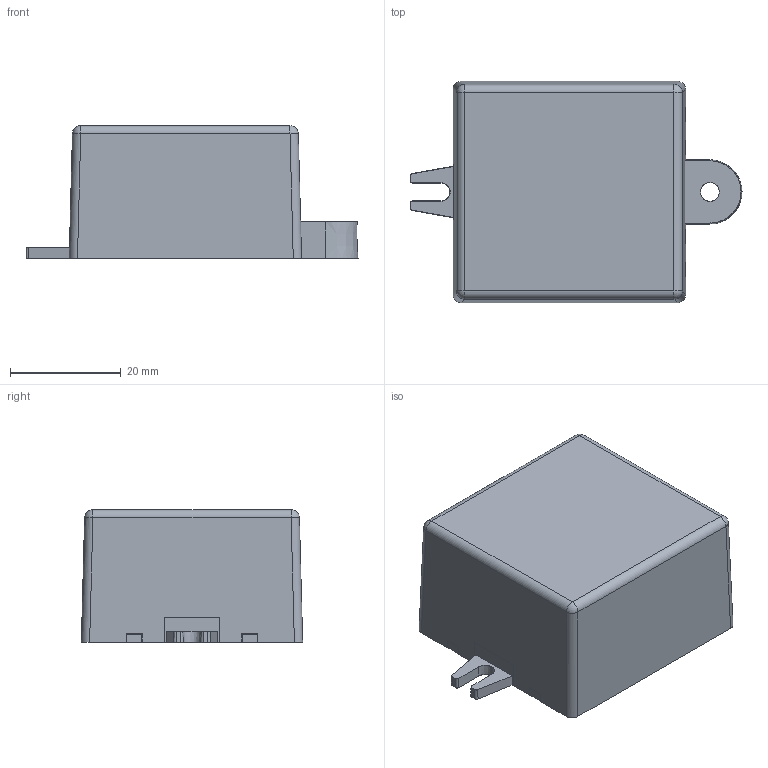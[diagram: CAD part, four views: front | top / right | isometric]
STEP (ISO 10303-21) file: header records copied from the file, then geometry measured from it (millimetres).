
FILE_DESCRIPTION((''),'2;1');
FILE_NAME('ASM0002_ASM','2020-09-18T15:05:30',('wsenga'),(''),'CREO PARAMETRIC BY PTC INC, 2019080','CREO PARAMETRIC BY PTC INC, 2019080','');
FILE_SCHEMA(('CONFIG_CONTROL_DESIGN'));
Length unit declared in the file: millimetre
Products named in the file (3): MAWLSC9W-2B; MAWLSC9W-1B; ASM0002_ASM
Assembly tree (2 placements, depth 2):
  ASM0002_ASM
    MAWLSC9W-2B
    MAWLSC9W-1B
Bounding box: 60 x 40 x 24 mm (x, y, z)
Volume: 1984.8 mm3; surface area: 14762.7 mm2
Topology: 3 solids, 7 shells, 209 faces, 760 edges, 520 vertices
Faces by surface type: plane 163, cone 26, cylinder 16, sphere 4
Entity records: 8446 total; most frequent: CARTESIAN_POINT 2421, ORIENTED_EDGE 1248, DIRECTION 1036, EDGE_CURVE 756, VERTEX_POINT 520, VECTOR 476, LINE 476, AXIS2_PLACEMENT_3D 280
